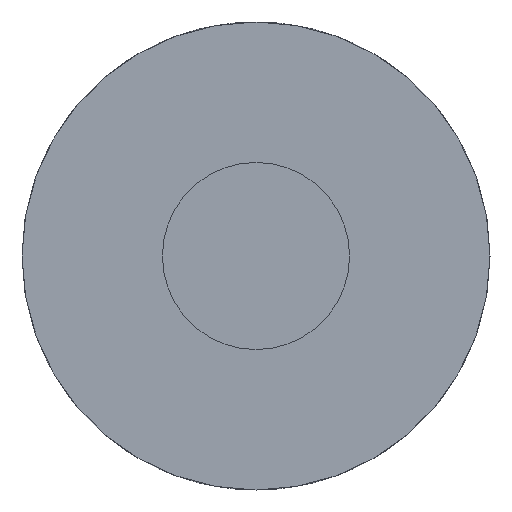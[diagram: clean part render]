
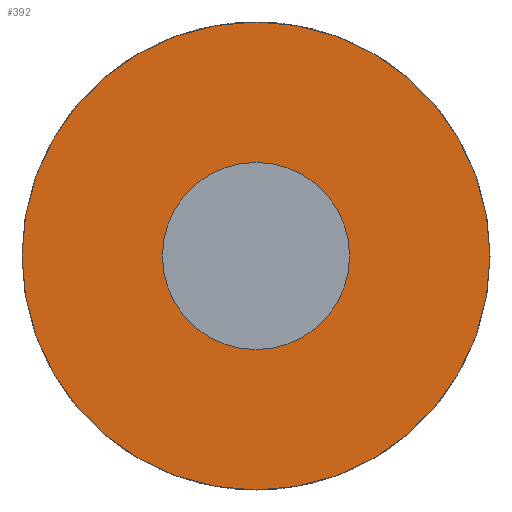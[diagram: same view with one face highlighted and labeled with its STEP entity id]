
A CAD part, left-side view. The second image highlights one B-rep face of the part: STEP entity #392.
In plain terms, the highlighted planar face has unit normal (-1, 0, 0).
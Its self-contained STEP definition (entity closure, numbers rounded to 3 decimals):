
#27=FACE_BOUND('',#82,.T.);
#51=FACE_OUTER_BOUND('',#81,.T.);
#81=EDGE_LOOP('',(#341));
#82=EDGE_LOOP('',(#342));
#100=CIRCLE('',#453,1.);
#101=CIRCLE('',#455,2.5);
#196=VERTEX_POINT('',#677);
#197=VERTEX_POINT('',#681);
#246=EDGE_CURVE('',#196,#196,#100,.T.);
#247=EDGE_CURVE('',#197,#197,#101,.T.);
#341=ORIENTED_EDGE('',*,*,#247,.F.);
#342=ORIENTED_EDGE('',*,*,#246,.T.);
#368=PLANE('',#454);
#392=ADVANCED_FACE('',(#51,#27),#368,.T.);
#453=AXIS2_PLACEMENT_3D('',#679,#569,#570);
#454=AXIS2_PLACEMENT_3D('',#680,#571,#572);
#455=AXIS2_PLACEMENT_3D('',#682,#573,#574);
#569=DIRECTION('center_axis',(1.,0.,0.));
#570=DIRECTION('ref_axis',(0.,1.,0.));
#571=DIRECTION('center_axis',(-1.,0.,0.));
#572=DIRECTION('ref_axis',(0.,0.,1.));
#573=DIRECTION('center_axis',(1.,0.,0.));
#574=DIRECTION('ref_axis',(0.,1.,0.));
#677=CARTESIAN_POINT('',(-5.,-1.,0.));
#679=CARTESIAN_POINT('Origin',(-5.,0.,0.));
#680=CARTESIAN_POINT('Origin',(-5.,1.75,0.));
#681=CARTESIAN_POINT('',(-5.,-2.5,0.));
#682=CARTESIAN_POINT('Origin',(-5.,0.,0.));
